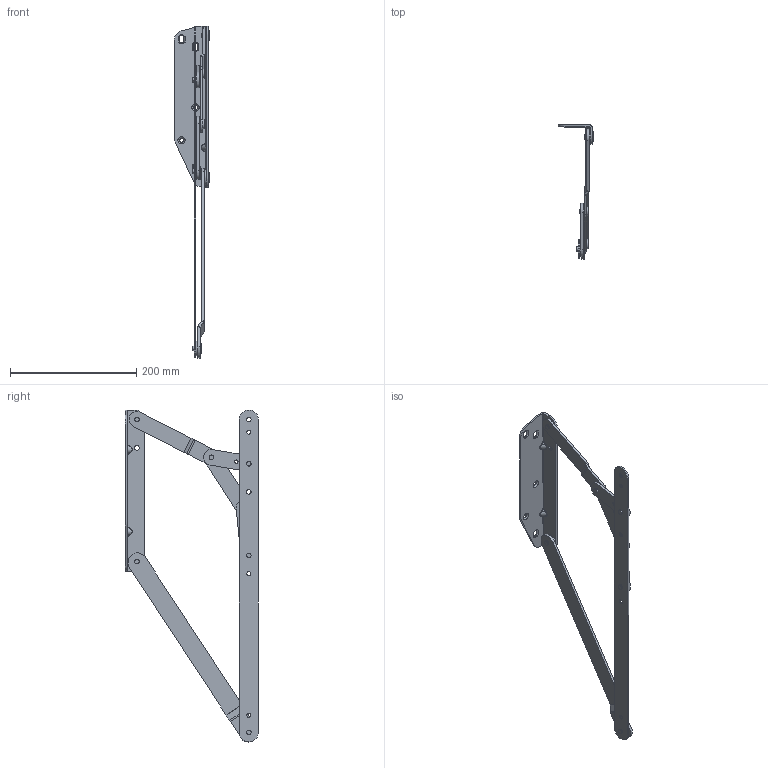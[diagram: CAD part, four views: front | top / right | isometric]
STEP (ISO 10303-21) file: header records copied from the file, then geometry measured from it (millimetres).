
FILE_DESCRIPTION (( 'STEP AP203' ), '1' );
FILE_NAME ('KE17-28.01.STEP', '2023-07-10T12:02:15', ( '' ), ( '' ), 'SwSTEP 2.0', 'SolidWorks 2017', '' );
FILE_SCHEMA (( 'CONFIG_CONTROL_DESIGN' ));
Length unit declared in the file: millimetre
Products named in the file (11): LR04-58; PR04-50-73_PR04-54 "L=12"; RN01-01-73_RN01-12 "D=24"d=7.4"s=1.5"; KE17-28.01; RN01-01-73_RN01-13 "D=24"d=7.4"s=3"; LF01-90_LF01-90en; LC01-80; LC01-81; LM02-62.01; LS06-03.01; PR04-50-73_PR04-53 "L=11"
Assembly tree (20 placements, depth 2):
  KE17-28.01
    LR04-58
    RN01-01-73_RN01-12 "D=24"d=7.4"s=1.5"  x5
    RN01-01-73_RN01-13 "D=24"d=7.4"s=3"  x2
    LF01-90_LF01-90en
    LC01-80
    LC01-81
    LM02-62.01
    LS06-03.01
    PR04-50-73_PR04-53 "L=11"  x3
    PR04-50-73_PR04-54 "L=12"  x4
Bounding box: 56 x 211.55 x 525.45 mm (x, y, z)
Volume: 194275.4 mm3; surface area: 134263.6 mm2
Topology: 20 solids, 20 shells, 329 faces, 762 edges, 480 vertices
Faces by surface type: cylinder 159, plane 109, bspline 28, cone 19, torus 14
Entity records: 9879 total; most frequent: CARTESIAN_POINT 2389, DIRECTION 1316, ORIENTED_EDGE 1244, EDGE_CURVE 622, AXIS2_PLACEMENT_3D 525, VERTEX_POINT 390, EDGE_LOOP 316, CIRCLE 276
